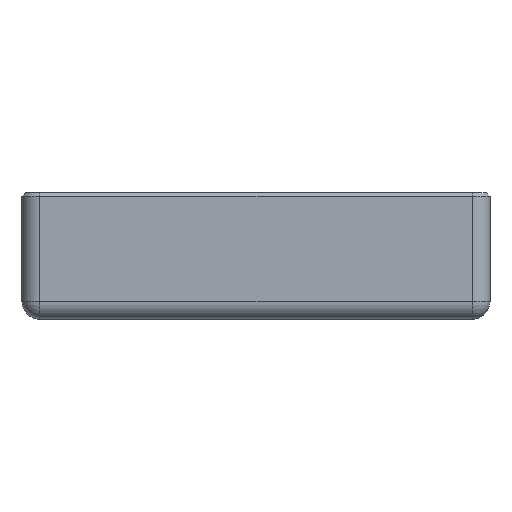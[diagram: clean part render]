
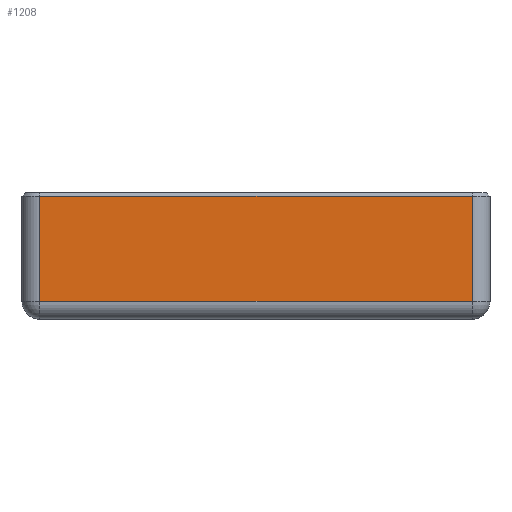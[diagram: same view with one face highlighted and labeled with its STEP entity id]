
A CAD part, left-side view. The second image highlights one B-rep face of the part: STEP entity #1208.
In plain terms, the highlighted planar face has unit normal (-1, 0, 0).
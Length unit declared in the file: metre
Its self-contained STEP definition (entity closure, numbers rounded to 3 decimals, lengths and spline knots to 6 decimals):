
#1208 = ADVANCED_FACE( '', ( #3095 ), #3096, .T. );
#3095 = FACE_OUTER_BOUND( '', #5789, .T. );
#3096 = PLANE( '', #5790 );
#5789 = EDGE_LOOP( '', ( #10049, #10050, #10051, #10052 ) );
#5790 = AXIS2_PLACEMENT_3D( '', #10053, #10054, #10055 );
#10049 = ORIENTED_EDGE( '', *, *, #16734, .T. );
#10050 = ORIENTED_EDGE( '', *, *, #17379, .T. );
#10051 = ORIENTED_EDGE( '', *, *, #17380, .T. );
#10052 = ORIENTED_EDGE( '', *, *, #17381, .T. );
#10053 = CARTESIAN_POINT( '', ( -0.0775, 0.03225, 0.112002 ) );
#10054 = DIRECTION( '', ( -1., 0., 0. ) );
#10055 = DIRECTION( '', ( 0., -1., 0. ) );
#16734 = EDGE_CURVE( '', #20020, #20018, #20021, .F. );
#17379 = EDGE_CURVE( '', #20018, #21126, #21127, .T. );
#17380 = EDGE_CURVE( '', #21126, #21128, #21129, .T. );
#17381 = EDGE_CURVE( '', #21128, #20020, #21130, .F. );
#20018 = VERTEX_POINT( '', #24830 );
#20020 = VERTEX_POINT( '', #24832 );
#20021 = LINE( '', #24833, #24834 );
#21126 = VERTEX_POINT( '', #26661 );
#21127 = LINE( '', #26662, #26663 );
#21128 = VERTEX_POINT( '', #26664 );
#21129 = LINE( '', #26665, #26666 );
#21130 = LINE( '', #26667, #26668 );
#24830 = CARTESIAN_POINT( '', ( -0.0775, -0.0165, 0.1112 ) );
#24832 = CARTESIAN_POINT( '', ( -0.0775, -0.0165, 0.0875 ) );
#24833 = CARTESIAN_POINT( '', ( -0.0775, -0.0165, 0.112002 ) );
#24834 = VECTOR( '', #31379, 1. );
#26661 = CARTESIAN_POINT( '', ( -0.0775, 0.081, 0.1112 ) );
#26662 = CARTESIAN_POINT( '', ( -0.0775, 0.03225, 0.1112 ) );
#26663 = VECTOR( '', #31801, 1. );
#26664 = CARTESIAN_POINT( '', ( -0.0775, 0.081, 0.0875 ) );
#26665 = CARTESIAN_POINT( '', ( -0.0775, 0.081, 0.0835 ) );
#26666 = VECTOR( '', #31802, 1. );
#26667 = CARTESIAN_POINT( '', ( -0.0775, 0.03225, 0.0875 ) );
#26668 = VECTOR( '', #31803, 1. );
#31379 = DIRECTION( '', ( 0., 0., -1. ) );
#31801 = DIRECTION( '', ( 0., 1., 0. ) );
#31802 = DIRECTION( '', ( 0., 0., -1. ) );
#31803 = DIRECTION( '', ( 0., 1., 0. ) );
